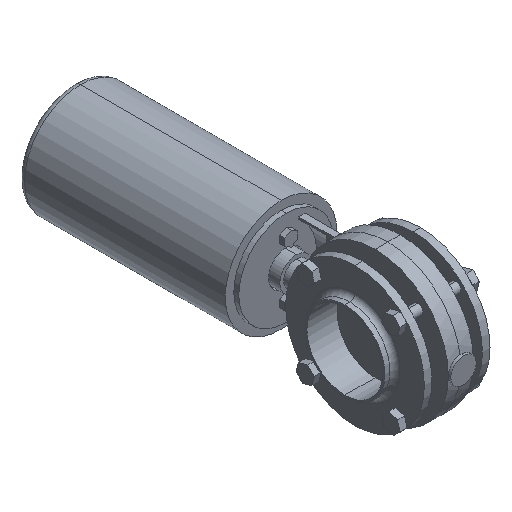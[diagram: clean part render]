
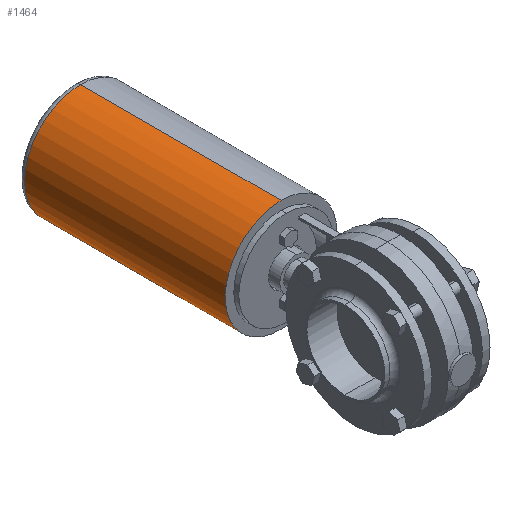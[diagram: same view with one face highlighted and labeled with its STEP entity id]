
A CAD part, isometric view. The second image highlights one B-rep face of the part: STEP entity #1464.
In plain terms, the highlighted cylindrical face has radius 44.25 mm (diameter 88.5 mm), a partial arc.
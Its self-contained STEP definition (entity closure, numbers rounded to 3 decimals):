
#6 = ORIENTED_EDGE ( 'NONE', *, *, #230, .T. ) ;
#76 = AXIS2_PLACEMENT_3D ( 'NONE', #1038, #177, #1471 ) ;
#177 = DIRECTION ( 'NONE',  ( 0., -1., 0. ) ) ;
#230 = EDGE_CURVE ( 'NONE', #5483, #2912, #2907, .T. ) ;
#240 = CARTESIAN_POINT ( 'NONE',  ( 0., 0., -44.25 ) ) ;
#373 = VERTEX_POINT ( 'NONE', #4816 ) ;
#1038 = CARTESIAN_POINT ( 'NONE',  ( 0., 164., 0. ) ) ;
#1281 = ORIENTED_EDGE ( 'NONE', *, *, #2448, .T. ) ;
#1338 = VECTOR ( 'NONE', #5502, 1000. ) ;
#1422 = AXIS2_PLACEMENT_3D ( 'NONE', #2175, #2613, #3914 ) ;
#1464 = ADVANCED_FACE ( 'NONE', ( #2303 ), #2382, .T. ) ;
#1471 = DIRECTION ( 'NONE',  ( 0., 0., -1. ) ) ;
#1701 = CARTESIAN_POINT ( 'NONE',  ( 0., 0., 44.25 ) ) ;
#2175 = CARTESIAN_POINT ( 'NONE',  ( 0., 0., 0. ) ) ;
#2224 = EDGE_CURVE ( 'NONE', #373, #2912, #2787, .T. ) ;
#2226 = CIRCLE ( 'NONE', #4506, 44.25 ) ;
#2303 = FACE_OUTER_BOUND ( 'NONE', #2570, .T. ) ;
#2382 = CYLINDRICAL_SURFACE ( 'NONE', #76, 44.25 ) ;
#2448 = EDGE_CURVE ( 'NONE', #373, #4183, #2226, .T. ) ;
#2570 = EDGE_LOOP ( 'NONE', ( #5252, #1281, #3274, #6 ) ) ;
#2613 = DIRECTION ( 'NONE',  ( 0., 1., 0. ) ) ;
#2787 = LINE ( 'NONE', #5560, #5117 ) ;
#2907 = CIRCLE ( 'NONE', #1422, 44.25 ) ;
#2912 = VERTEX_POINT ( 'NONE', #1701 ) ;
#3274 = ORIENTED_EDGE ( 'NONE', *, *, #4413, .T. ) ;
#3914 = DIRECTION ( 'NONE',  ( 0., 0., 1. ) ) ;
#4012 = DIRECTION ( 'NONE',  ( 0., 0., 1. ) ) ;
#4049 = CARTESIAN_POINT ( 'NONE',  ( 0., 159., 0. ) ) ;
#4095 = CARTESIAN_POINT ( 'NONE',  ( 0., 159., -44.25 ) ) ;
#4183 = VERTEX_POINT ( 'NONE', #4095 ) ;
#4413 = EDGE_CURVE ( 'NONE', #4183, #5483, #5489, .T. ) ;
#4430 = DIRECTION ( 'NONE',  ( 0., -1., 0. ) ) ;
#4506 = AXIS2_PLACEMENT_3D ( 'NONE', #4049, #4430, #4012 ) ;
#4702 = CARTESIAN_POINT ( 'NONE',  ( 0., 164., -44.25 ) ) ;
#4816 = CARTESIAN_POINT ( 'NONE',  ( 0., 159., 44.25 ) ) ;
#5117 = VECTOR ( 'NONE', #5579, 1000. ) ;
#5252 = ORIENTED_EDGE ( 'NONE', *, *, #2224, .F. ) ;
#5483 = VERTEX_POINT ( 'NONE', #240 ) ;
#5489 = LINE ( 'NONE', #4702, #1338 ) ;
#5502 = DIRECTION ( 'NONE',  ( 0., -1., 0. ) ) ;
#5560 = CARTESIAN_POINT ( 'NONE',  ( 0., 164., 44.25 ) ) ;
#5579 = DIRECTION ( 'NONE',  ( 0., -1., 0. ) ) ;
